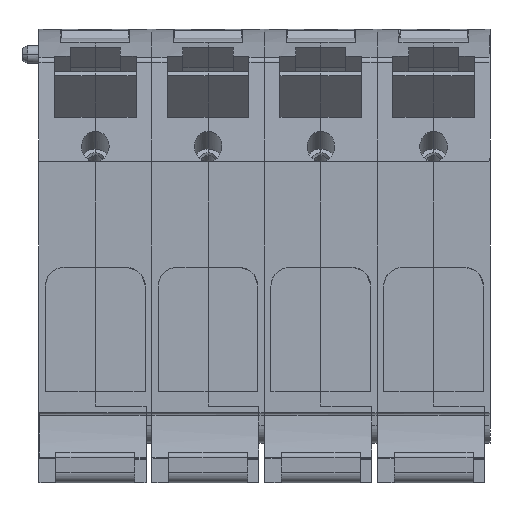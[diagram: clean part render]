
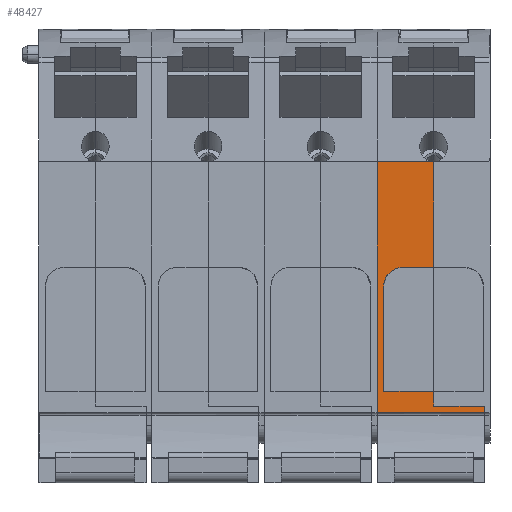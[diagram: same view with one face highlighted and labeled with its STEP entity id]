
A CAD part, front view. The second image highlights one B-rep face of the part: STEP entity #48427.
In plain terms, the highlighted planar face has unit normal (0, -1, 0).
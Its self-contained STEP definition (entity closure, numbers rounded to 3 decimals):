
#48340=AXIS2_PLACEMENT_3D('Plane Axis2P3D',#48337,#48338,#48339) ;
#46515=CARTESIAN_POINT('Vertex',(82.,1.529,13.6)) ;
#46518=CARTESIAN_POINT('Line Origine',(82.,1.529,13.025)) ;
#46522=CARTESIAN_POINT('Vertex',(82.,1.529,12.45)) ;
#47689=CARTESIAN_POINT('Vertex',(63.,1.529,12.45)) ;
#47692=CARTESIAN_POINT('Line Origine',(63.,1.529,34.7)) ;
#47696=CARTESIAN_POINT('Vertex',(63.,1.529,56.95)) ;
#48322=CARTESIAN_POINT('Vertex',(73.,1.529,13.6)) ;
#48325=CARTESIAN_POINT('Line Origine',(77.5,1.529,13.6)) ;
#48337=CARTESIAN_POINT('Axis2P3D Location',(63.,1.529,13.45)) ;
#48342=CARTESIAN_POINT('Line Origine',(72.5,1.529,12.45)) ;
#48347=CARTESIAN_POINT('Line Origine',(73.,1.529,14.9)) ;
#48351=CARTESIAN_POINT('Vertex',(73.,1.529,16.2)) ;
#48354=CARTESIAN_POINT('Line Origine',(68.575,1.529,16.2)) ;
#48358=CARTESIAN_POINT('Vertex',(64.15,1.529,16.2)) ;
#48361=CARTESIAN_POINT('Line Origine',(64.15,1.529,25.546)) ;
#48365=CARTESIAN_POINT('Vertex',(64.15,1.529,34.892)) ;
#48369=CARTESIAN_POINT('Control Point',(67.485,1.529,38.202)) ;
#48370=CARTESIAN_POINT('Control Point',(67.163,1.529,38.201)) ;
#48371=CARTESIAN_POINT('Control Point',(66.84,1.529,38.159)) ;
#48372=CARTESIAN_POINT('Control Point',(66.525,1.529,38.079)) ;
#48373=CARTESIAN_POINT('Control Point',(65.923,1.529,37.845)) ;
#48374=CARTESIAN_POINT('Control Point',(65.394,1.529,37.479)) ;
#48375=CARTESIAN_POINT('Control Point',(65.154,1.529,37.268)) ;
#48376=CARTESIAN_POINT('Control Point',(64.666,1.529,36.726)) ;
#48377=CARTESIAN_POINT('Control Point',(64.339,1.529,36.078)) ;
#48378=CARTESIAN_POINT('Control Point',(64.213,1.529,35.69)) ;
#48379=CARTESIAN_POINT('Control Point',(64.15,1.529,35.29)) ;
#48380=CARTESIAN_POINT('Control Point',(64.15,1.529,34.892)) ;
#48381=CARTESIAN_POINT('Vertex',(67.485,1.529,38.202)) ;
#48384=CARTESIAN_POINT('Line Origine',(70.242,1.529,38.202)) ;
#48388=CARTESIAN_POINT('Vertex',(73.,1.529,38.202)) ;
#48391=CARTESIAN_POINT('Line Origine',(73.,1.529,47.571)) ;
#48395=CARTESIAN_POINT('Vertex',(73.,1.529,56.94)) ;
#48399=CARTESIAN_POINT('Control Point',(72.793,1.529,56.95)) ;
#48400=CARTESIAN_POINT('Control Point',(72.834,1.529,56.946)) ;
#48401=CARTESIAN_POINT('Control Point',(72.875,1.529,56.943)) ;
#48402=CARTESIAN_POINT('Control Point',(72.917,1.529,56.941)) ;
#48403=CARTESIAN_POINT('Control Point',(72.958,1.529,56.94)) ;
#48404=CARTESIAN_POINT('Control Point',(73.,1.529,56.94)) ;
#48405=CARTESIAN_POINT('Vertex',(72.793,1.529,56.95)) ;
#48408=CARTESIAN_POINT('Line Origine',(67.896,1.529,56.95)) ;
#46519=DIRECTION('Vector Direction',(0.,0.,1.)) ;
#47693=DIRECTION('Vector Direction',(0.,0.,1.)) ;
#48326=DIRECTION('Vector Direction',(1.,0.,0.)) ;
#48338=DIRECTION('Axis2P3D Direction',(0.,1.,0.)) ;
#48339=DIRECTION('Axis2P3D XDirection',(0.,0.,1.)) ;
#48343=DIRECTION('Vector Direction',(-1.,0.,0.)) ;
#48348=DIRECTION('Vector Direction',(0.,0.,1.)) ;
#48355=DIRECTION('Vector Direction',(1.,0.,0.)) ;
#48362=DIRECTION('Vector Direction',(0.,0.,-1.)) ;
#48385=DIRECTION('Vector Direction',(-1.,0.,0.)) ;
#48392=DIRECTION('Vector Direction',(0.,0.,1.)) ;
#48409=DIRECTION('Vector Direction',(1.,0.,0.)) ;
#46520=VECTOR('Line Direction',#46519,1.) ;
#47694=VECTOR('Line Direction',#47693,1.) ;
#48327=VECTOR('Line Direction',#48326,1.) ;
#48344=VECTOR('Line Direction',#48343,1.) ;
#48349=VECTOR('Line Direction',#48348,1.) ;
#48356=VECTOR('Line Direction',#48355,1.) ;
#48363=VECTOR('Line Direction',#48362,1.) ;
#48386=VECTOR('Line Direction',#48385,1.) ;
#48393=VECTOR('Line Direction',#48392,1.) ;
#48410=VECTOR('Line Direction',#48409,1.) ;
#48414=ORIENTED_EDGE('',*,*,#48346,.F.) ;
#48415=ORIENTED_EDGE('',*,*,#46524,.F.) ;
#48416=ORIENTED_EDGE('',*,*,#48329,.T.) ;
#48417=ORIENTED_EDGE('',*,*,#48353,.T.) ;
#48418=ORIENTED_EDGE('',*,*,#48360,.F.) ;
#48419=ORIENTED_EDGE('',*,*,#48367,.T.) ;
#48420=ORIENTED_EDGE('',*,*,#48383,.T.) ;
#48421=ORIENTED_EDGE('',*,*,#48390,.T.) ;
#48422=ORIENTED_EDGE('',*,*,#48397,.F.) ;
#48423=ORIENTED_EDGE('',*,*,#48407,.F.) ;
#48424=ORIENTED_EDGE('',*,*,#48412,.F.) ;
#48425=ORIENTED_EDGE('',*,*,#47698,.F.) ;
#48427=ADVANCED_FACE('MLD',(#48426),#48341,.F.) ;
#48368=B_SPLINE_CURVE_WITH_KNOTS('',5,(#48369,#48370,#48371,#48372,#48373,#48374,#48375,#48376,#48377,#48378,#48379,#48380),.UNSPECIFIED.,.F.,.U.,(6,3,3,6),(0.,2.31,4.606,7.572),.UNSPECIFIED.) ;
#48398=B_SPLINE_CURVE_WITH_KNOTS('',5,(#48399,#48400,#48401,#48402,#48403,#48404),.UNSPECIFIED.,.F.,.U.,(6,6),(0.,0.294),.UNSPECIFIED.) ;
#46524=EDGE_CURVE('',#46516,#46523,#46521,.F.) ;
#47698=EDGE_CURVE('',#47690,#47697,#47695,.T.) ;
#48329=EDGE_CURVE('',#46516,#48323,#48328,.F.) ;
#48346=EDGE_CURVE('',#46523,#47690,#48345,.T.) ;
#48353=EDGE_CURVE('',#48323,#48352,#48350,.T.) ;
#48360=EDGE_CURVE('',#48359,#48352,#48357,.T.) ;
#48367=EDGE_CURVE('',#48359,#48366,#48364,.F.) ;
#48383=EDGE_CURVE('',#48366,#48382,#48368,.F.) ;
#48390=EDGE_CURVE('',#48382,#48389,#48387,.F.) ;
#48397=EDGE_CURVE('',#48396,#48389,#48394,.F.) ;
#48407=EDGE_CURVE('',#48406,#48396,#48398,.T.) ;
#48412=EDGE_CURVE('',#47697,#48406,#48411,.T.) ;
#48413=EDGE_LOOP('',(#48414,#48415,#48416,#48417,#48418,#48419,#48420,#48421,#48422,#48423,#48424,#48425)) ;
#48426=FACE_OUTER_BOUND('',#48413,.T.) ;
#46521=LINE('Line',#46518,#46520) ;
#47695=LINE('Line',#47692,#47694) ;
#48328=LINE('Line',#48325,#48327) ;
#48345=LINE('Line',#48342,#48344) ;
#48350=LINE('Line',#48347,#48349) ;
#48357=LINE('Line',#48354,#48356) ;
#48364=LINE('Line',#48361,#48363) ;
#48387=LINE('Line',#48384,#48386) ;
#48394=LINE('Line',#48391,#48393) ;
#48411=LINE('Line',#48408,#48410) ;
#48341=PLANE('',#48340) ;
#46516=VERTEX_POINT('',#46515) ;
#46523=VERTEX_POINT('',#46522) ;
#47690=VERTEX_POINT('',#47689) ;
#47697=VERTEX_POINT('',#47696) ;
#48323=VERTEX_POINT('',#48322) ;
#48352=VERTEX_POINT('',#48351) ;
#48359=VERTEX_POINT('',#48358) ;
#48366=VERTEX_POINT('',#48365) ;
#48382=VERTEX_POINT('',#48381) ;
#48389=VERTEX_POINT('',#48388) ;
#48396=VERTEX_POINT('',#48395) ;
#48406=VERTEX_POINT('',#48405) ;
